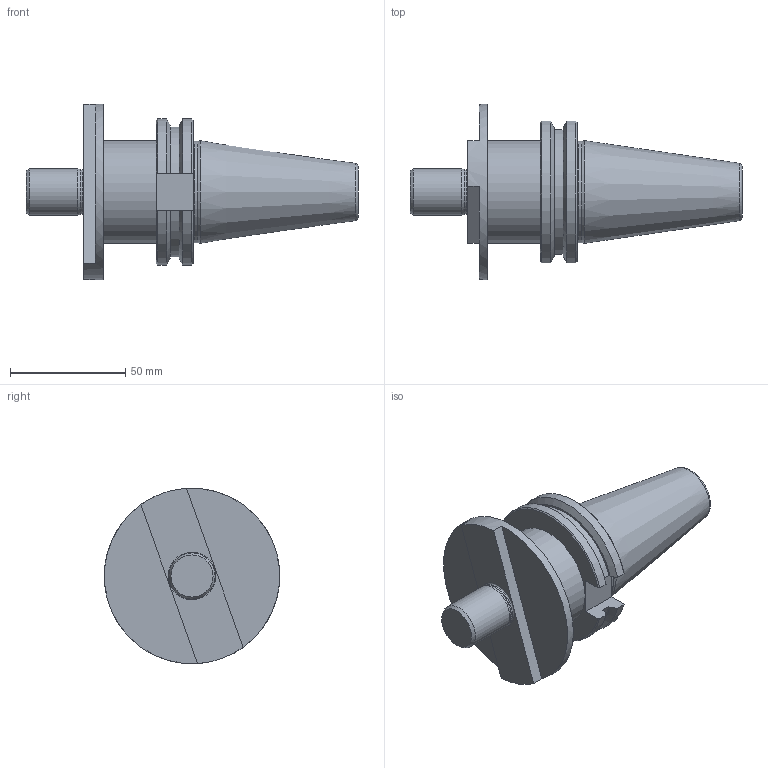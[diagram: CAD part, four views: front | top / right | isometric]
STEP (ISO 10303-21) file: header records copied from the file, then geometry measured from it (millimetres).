
FILE_DESCRIPTION(/* description */ (''),/* implementation_level */ '2;1');
FILE_NAME(/* name */ '9.CT40.MTC.stp',/* time_stamp */ '2023-08-02T10:54:48-04:00',/* author */ ('jkrenzer'),/* organization */ (''),/* preprocessor_version */ 'ST-DEVELOPER v18.1',/* originating_system */ 'Autodesk Inventor 2022',/* authorisation */ '');
FILE_SCHEMA (('AUTOMOTIVE_DESIGN { 1 0 10303 214 3 1 1 }'));
Products named in the file (2): 9.CT40.MTC; 9_SK_44_2   (Cat40, MTC)
Assembly tree (1 placements, depth 2):
  9.CT40.MTC
    9_SK_44_2   (Cat40, MTC)
Bounding box: 143.75 x 76 x 76 mm (x, y, z)
Volume: 173187.3 mm3; surface area: 31404.9 mm2
Topology: 1 solids, 1 shells, 58 faces, 139 edges, 90 vertices
Faces by surface type: plane 23, cone 15, cylinder 15, torus 5
Full cylindrical faces by diameter (mm): 9.525 x1, 13.376 x1, 16.281 x1, 16.8 x1, 19.4 x1, 20 x1, 43.85 x1, 44.45 x1, 76 x1
Entity records: 1877 total; most frequent: CARTESIAN_POINT 433, DIRECTION 306, ORIENTED_EDGE 276, EDGE_CURVE 138, AXIS2_PLACEMENT_3D 123, VERTEX_POINT 90, EDGE_LOOP 66, CIRCLE 62
